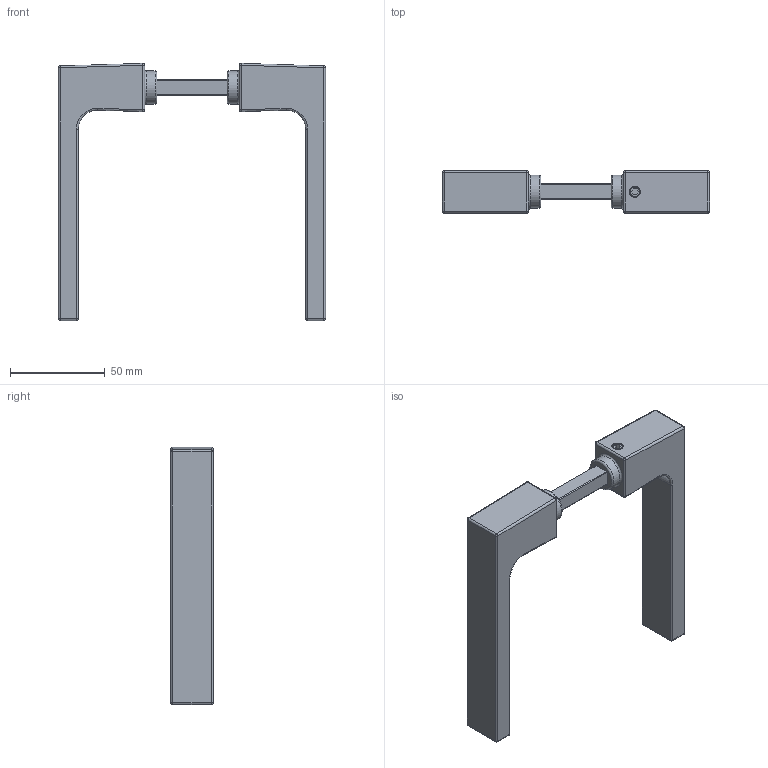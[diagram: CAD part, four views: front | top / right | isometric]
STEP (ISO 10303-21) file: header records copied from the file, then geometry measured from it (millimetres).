
FILE_DESCRIPTION (( 'STEP AP203' ), '1' );
FILE_NAME ('15391.STEP', '2021-08-20T11:48:03', ( '' ), ( '' ), 'SwSTEP 2.0', 'SolidWorks 2018', '' );
FILE_SCHEMA (( 'CONFIG_CONTROL_DESIGN' ));
Length unit declared in the file: millimetre
Products named in the file (8): DIN914_DIN 914 M6x8; 15391 Teil1; 15391 Teil2; DIN914; 15391 Teil2_15391 Teil2; 15391; 15391 Teil1_15391 Teil1
Assembly tree (4 placements, depth 2):
  15391 Teil1
  15391 Teil2
  15391
    DIN914
  15391
    15391 Teil2_15391 Teil2
    15391 Teil1_15391 Teil1
    DIN914_DIN 914 M6x8
Bounding box: 141 x 22.5 x 135.72 mm (x, y, z)
Volume: 106893.7 mm3; surface area: 31453.1 mm2
Topology: 4 solids, 4 shells, 326 faces, 822 edges, 507 vertices
Faces by surface type: plane 150, bspline 80, cylinder 52, sphere 20, cone 14, torus 10
Full cylindrical faces by diameter (mm): 5 x1, 6 x1, 17.5 x2
Entity records: 15669 total; most frequent: CARTESIAN_POINT 7803, ORIENTED_EDGE 1572, DIRECTION 1243, EDGE_CURVE 786, VERTEX_POINT 501, VECTOR 485, LINE 485, AXIS2_PLACEMENT_3D 379
